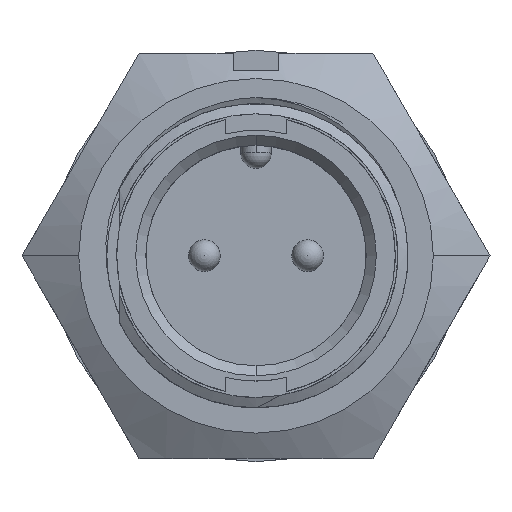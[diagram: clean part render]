
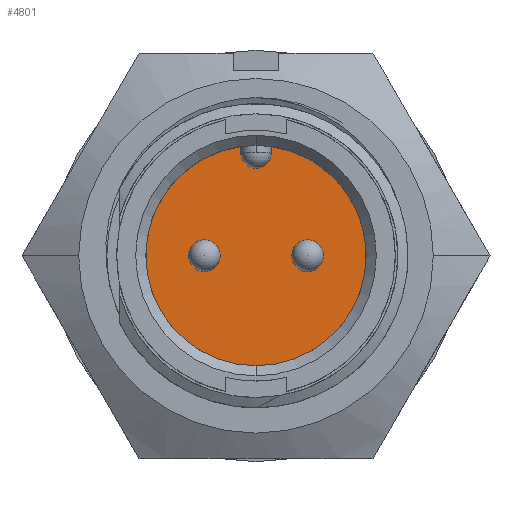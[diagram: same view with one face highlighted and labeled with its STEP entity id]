
A CAD part, top view. The second image highlights one B-rep face of the part: STEP entity #4801.
In plain terms, the highlighted planar face has unit normal (0, 0, 1).
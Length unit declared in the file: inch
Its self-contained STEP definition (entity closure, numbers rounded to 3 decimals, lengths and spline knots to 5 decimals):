
#34 = VECTOR ( 'NONE', #7420, 39.37008 ) ;
#47 = AXIS2_PLACEMENT_3D ( 'NONE', #7341, #7340, #7339 ) ;
#104 = AXIS2_PLACEMENT_3D ( 'NONE', #3534, #3533, #3532 ) ;
#1753 = DIRECTION ( 'NONE',  ( 1., 0., 0. ) ) ;
#1754 = DIRECTION ( 'NONE',  ( 0., 0., -1. ) ) ;
#1755 = CARTESIAN_POINT ( 'NONE',  ( 0.102, 0., -0.3 ) ) ;
#1784 = DIRECTION ( 'NONE',  ( 1., 0., 0. ) ) ;
#1785 = DIRECTION ( 'NONE',  ( 0., 0., -1. ) ) ;
#1789 = CARTESIAN_POINT ( 'NONE',  ( -0.102, 0.0001, -0.3 ) ) ;
#1928 = DIRECTION ( 'NONE',  ( 0., 1., 0. ) ) ;
#1929 = CARTESIAN_POINT ( 'NONE',  ( -0.03, 0.2025, -0.3 ) ) ;
#1930 = LINE ( 'NONE', #1929, #6718 ) ;
#2004 = DIRECTION ( 'NONE',  ( 0., -1., 0. ) ) ;
#2005 = DIRECTION ( 'NONE',  ( 0., 0., 1. ) ) ;
#2006 = CARTESIAN_POINT ( 'NONE',  ( 0., 0., -0.3 ) ) ;
#3532 = DIRECTION ( 'NONE',  ( 1., 0., 0. ) ) ;
#3533 = DIRECTION ( 'NONE',  ( 0., 0., -1. ) ) ;
#3534 = CARTESIAN_POINT ( 'NONE',  ( 0.102, 0., -0.3 ) ) ;
#4551 = CARTESIAN_POINT ( 'NONE',  ( 0., 0., -0.3 ) ) ;
#4559 = DIRECTION ( 'NONE',  ( 0., 0., 1. ) ) ;
#4561 = DIRECTION ( 'NONE',  ( 0., -1., 0. ) ) ;
#4669 = CIRCLE ( 'NONE', #6863, 0.2175 ) ;
#4733 = EDGE_CURVE ( 'NONE', #9540, #9546, #4862, .T. ) ;
#4749 = CIRCLE ( 'NONE', #6603, 0.03125 ) ;
#4770 = EDGE_CURVE ( 'NONE', #9487, #9485, #4806, .T. ) ;
#4801 = ADVANCED_FACE ( 'NONE', ( #6602, #6599, #6598 ), #6182, .T. ) ;
#4806 = CIRCLE ( 'NONE', #6661, 0.03 ) ;
#4862 = CIRCLE ( 'NONE', #6884, 0.2175 ) ;
#4886 = CIRCLE ( 'NONE', #6626, 0.03125 ) ;
#4922 = CIRCLE ( 'NONE', #104, 0.03125 ) ;
#5003 = EDGE_CURVE ( 'NONE', #9546, #9493, #4669, .T. ) ;
#5019 = EDGE_CURVE ( 'NONE', #9485, #9540, #1930, .T. ) ;
#5043 = EDGE_CURVE ( 'NONE', #8398, #8397, #4749, .T. ) ;
#5050 = EDGE_CURVE ( 'NONE', #8136, #8394, #4886, .T. ) ;
#5183 = EDGE_CURVE ( 'NONE', #8394, #8136, #4922, .T. ) ;
#5236 = EDGE_CURVE ( 'NONE', #9493, #9487, #7422, .T. ) ;
#5258 = EDGE_CURVE ( 'NONE', #8397, #8398, #5273, .T. ) ;
#5273 = CIRCLE ( 'NONE', #47, 0.03125 ) ;
#5685 = CARTESIAN_POINT ( 'NONE',  ( 0., 0.2025, -0.3 ) ) ;
#5686 = DIRECTION ( 'NONE',  ( 0., 0., -1. ) ) ;
#5688 = DIRECTION ( 'NONE',  ( -1., 0., 0. ) ) ;
#6182 = PLANE ( 'NONE',  #6601 ) ;
#6239 = CARTESIAN_POINT ( 'NONE',  ( 0., 0.2025, -0.3 ) ) ;
#6278 = DIRECTION ( 'NONE',  ( 0., 0., 1. ) ) ;
#6355 = DIRECTION ( 'NONE',  ( 1., 0., 0. ) ) ;
#6598 = FACE_BOUND ( 'NONE', #8954, .T. ) ;
#6599 = FACE_OUTER_BOUND ( 'NONE', #9032, .T. ) ;
#6601 = AXIS2_PLACEMENT_3D ( 'NONE', #6239, #6278, #6355 ) ;
#6602 = FACE_BOUND ( 'NONE', #9072, .T. ) ;
#6603 = AXIS2_PLACEMENT_3D ( 'NONE', #1789, #1785, #1784 ) ;
#6626 = AXIS2_PLACEMENT_3D ( 'NONE', #1755, #1754, #1753 ) ;
#6661 = AXIS2_PLACEMENT_3D ( 'NONE', #5685, #5686, #5688 ) ;
#6718 = VECTOR ( 'NONE', #1928, 39.37008 ) ;
#6863 = AXIS2_PLACEMENT_3D ( 'NONE', #2006, #2005, #2004 ) ;
#6884 = AXIS2_PLACEMENT_3D ( 'NONE', #4551, #4559, #4561 ) ;
#6944 = CARTESIAN_POINT ( 'NONE',  ( 0., -0.2175, -0.3 ) ) ;
#6948 = CARTESIAN_POINT ( 'NONE',  ( -0.03, 0.21542, -0.3 ) ) ;
#6972 = CARTESIAN_POINT ( 'NONE',  ( 0.03, 0.21542, -0.3 ) ) ;
#6975 = CARTESIAN_POINT ( 'NONE',  ( 0.03, 0.2025, -0.3 ) ) ;
#6976 = CARTESIAN_POINT ( 'NONE',  ( -0.03, 0.2025, -0.3 ) ) ;
#7038 = CARTESIAN_POINT ( 'NONE',  ( -0.07075, 0.0001, -0.3 ) ) ;
#7039 = CARTESIAN_POINT ( 'NONE',  ( -0.13325, 0.0001, -0.3 ) ) ;
#7041 = CARTESIAN_POINT ( 'NONE',  ( 0.07075, 0., -0.3 ) ) ;
#7202 = CARTESIAN_POINT ( 'NONE',  ( 0.13325, 0., -0.3 ) ) ;
#7339 = DIRECTION ( 'NONE',  ( 1., 0., 0. ) ) ;
#7340 = DIRECTION ( 'NONE',  ( 0., 0., -1. ) ) ;
#7341 = CARTESIAN_POINT ( 'NONE',  ( -0.102, 0.0001, -0.3 ) ) ;
#7420 = DIRECTION ( 'NONE',  ( 0., -1., 0. ) ) ;
#7421 = CARTESIAN_POINT ( 'NONE',  ( 0.03, 0.2025, -0.3 ) ) ;
#7422 = LINE ( 'NONE', #7421, #34 ) ;
#8136 = VERTEX_POINT ( 'NONE', #7202 ) ;
#8394 = VERTEX_POINT ( 'NONE', #7041 ) ;
#8397 = VERTEX_POINT ( 'NONE', #7039 ) ;
#8398 = VERTEX_POINT ( 'NONE', #7038 ) ;
#8874 = ORIENTED_EDGE ( 'NONE', *, *, #5258, .T. ) ;
#8911 = ORIENTED_EDGE ( 'NONE', *, *, #4770, .T. ) ;
#8954 = EDGE_LOOP ( 'NONE', ( #9116, #8957 ) ) ;
#8957 = ORIENTED_EDGE ( 'NONE', *, *, #5183, .T. ) ;
#9032 = EDGE_LOOP ( 'NONE', ( #8911, #9049, #9122, #9139, #9169 ) ) ;
#9049 = ORIENTED_EDGE ( 'NONE', *, *, #5019, .T. ) ;
#9072 = EDGE_LOOP ( 'NONE', ( #9177, #8874 ) ) ;
#9116 = ORIENTED_EDGE ( 'NONE', *, *, #5050, .T. ) ;
#9122 = ORIENTED_EDGE ( 'NONE', *, *, #4733, .T. ) ;
#9139 = ORIENTED_EDGE ( 'NONE', *, *, #5003, .T. ) ;
#9169 = ORIENTED_EDGE ( 'NONE', *, *, #5236, .T. ) ;
#9177 = ORIENTED_EDGE ( 'NONE', *, *, #5043, .T. ) ;
#9485 = VERTEX_POINT ( 'NONE', #6976 ) ;
#9487 = VERTEX_POINT ( 'NONE', #6975 ) ;
#9493 = VERTEX_POINT ( 'NONE', #6972 ) ;
#9540 = VERTEX_POINT ( 'NONE', #6948 ) ;
#9546 = VERTEX_POINT ( 'NONE', #6944 ) ;
